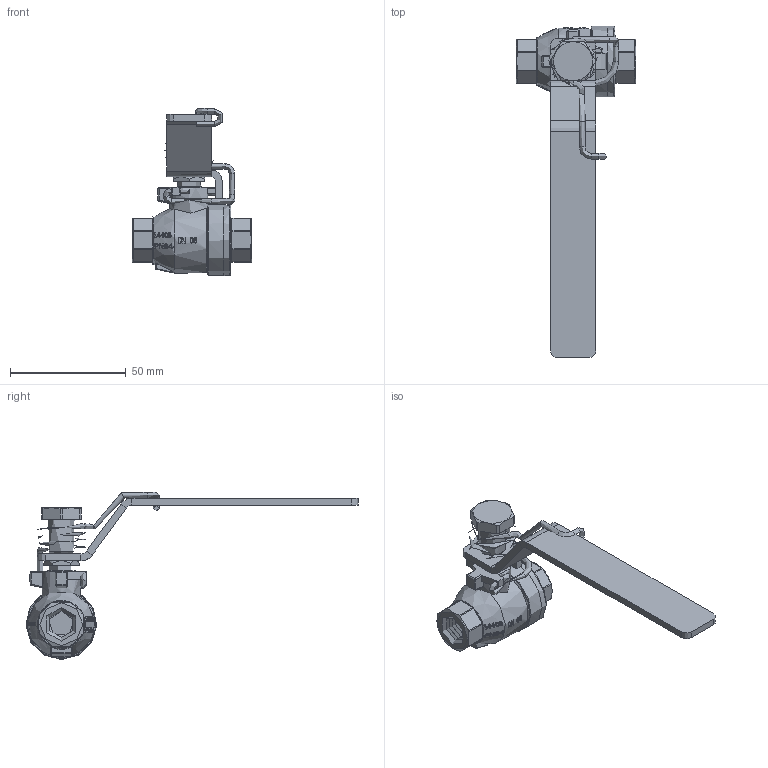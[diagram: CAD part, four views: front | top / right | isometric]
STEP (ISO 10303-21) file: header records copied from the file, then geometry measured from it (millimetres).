
FILE_DESCRIPTION(/* description */ (''),/* implementation_level */ '2;1');
FILE_NAME(/* name */ '842_842F_8.stp',/* time_stamp */ '2021-04-14T09:42:08+02:00',/* author */ ('sga-ext'),/* organization */ (''),/* preprocessor_version */ 'ST-DEVELOPER v18.1',/* originating_system */ 'Autodesk Inventor 2021',/* authorisation */ '');
FILE_SCHEMA (('AUTOMOTIVE_DESIGN { 1 0 10303 214 3 1 1 }'));
Length unit declared in the file: millimetre
Products named in the file (1): ENG-067842
Bounding box: 51.5 x 143.25 x 72.1 mm (x, y, z)
Volume: 39728.5 mm3; surface area: 19227.2 mm2
Topology: 1 solids, 3 shells, 1098 faces, 3048 edges, 2005 vertices
Faces by surface type: plane 856, cylinder 104, cone 75, torus 26, bspline 21, sphere 16
Full cylindrical faces by diameter (mm): 2.5 x7, 10.6 x1, 11.6 x1, 12 x1, 16.7 x1, 30.5 x2
Entity records: 39174 total; most frequent: CARTESIAN_POINT 10559, ORIENTED_EDGE 6096, DIRECTION 5436, EDGE_CURVE 3048, AXIS2_PLACEMENT_3D 2009, VERTEX_POINT 2005, LINE 1418, VECTOR 1418
